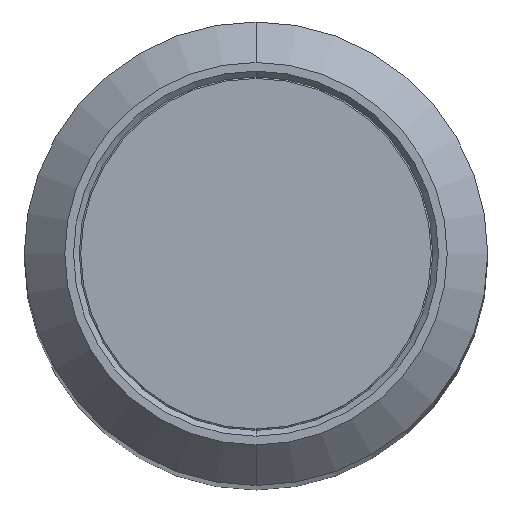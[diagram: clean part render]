
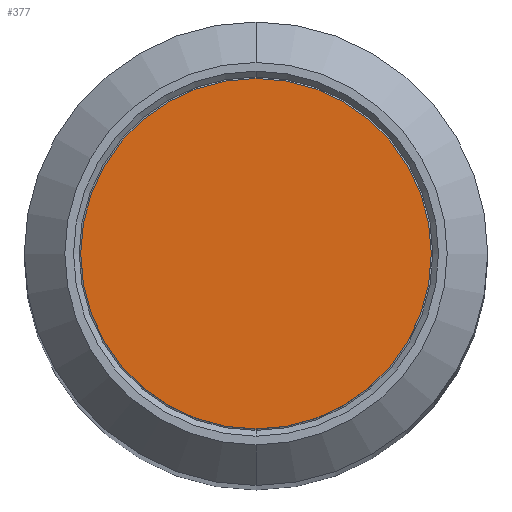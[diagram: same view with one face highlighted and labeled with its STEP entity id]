
A CAD part, top view. The second image highlights one B-rep face of the part: STEP entity #377.
In plain terms, the highlighted face is planar.
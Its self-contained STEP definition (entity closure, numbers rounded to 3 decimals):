
#188=CARTESIAN_POINT('',(0.,0.,0.));
#189=DIRECTION('',(0.,0.,1.));
#190=DIRECTION('',(-1.,0.,0.));
#191=AXIS2_PLACEMENT_3D('',#188,#189,#190);
#196=CARTESIAN_POINT('',(0.,0.,0.));
#197=DIRECTION('',(0.,0.,1.));
#198=DIRECTION('',(1.,0.,0.));
#199=AXIS2_PLACEMENT_3D('',#196,#197,#198);
#218=CARTESIAN_POINT('',(3.025,0.,0.));
#219=VERTEX_POINT('',#218);
#220=CARTESIAN_POINT('',(-3.025,0.,0.));
#221=VERTEX_POINT('',#220);
#368=CARTESIAN_POINT('',(0.,0.,0.));
#369=DIRECTION('',(0.,0.,1.));
#370=DIRECTION('',(-1.,0.,0.));
#371=AXIS2_PLACEMENT_3D('',#368,#369,#370);
#372=PLANE('',#371);
#373=ORIENTED_EDGE('',*,*,#361,.T.);
#374=ORIENTED_EDGE('',*,*,#333,.T.);
#375=EDGE_LOOP('',(#373,#374));
#376=FACE_OUTER_BOUND('',#375,.F.);
#377=ADVANCED_FACE('',(#376),#372,.F.);
#192=CIRCLE('',#191,3.025);
#200=CIRCLE('',#199,3.025);
#333=EDGE_CURVE('',#219,#221,#200,.T.);
#361=EDGE_CURVE('',#221,#219,#192,.T.);
